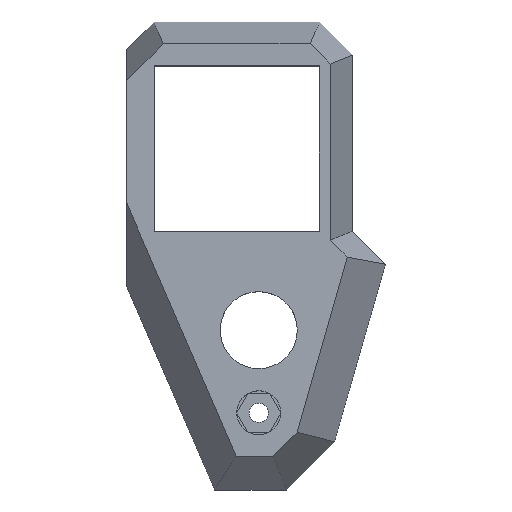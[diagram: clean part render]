
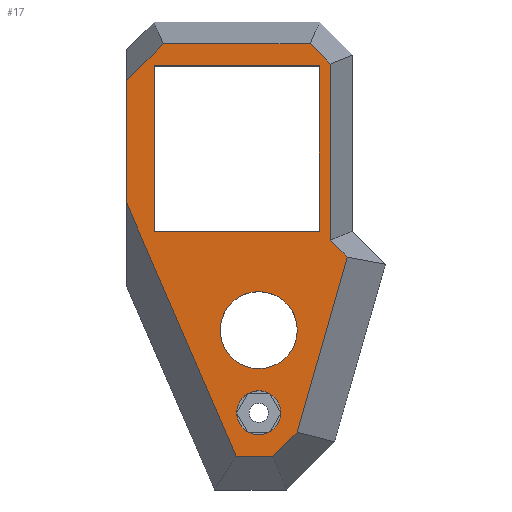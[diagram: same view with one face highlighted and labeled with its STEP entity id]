
A CAD part, top view. The second image highlights one B-rep face of the part: STEP entity #17.
In plain terms, the highlighted planar face has unit normal (0, 0, 1).
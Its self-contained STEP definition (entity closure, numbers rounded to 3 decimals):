
#17 = ADVANCED_FACE('',(#18,#100,#111,#122),#156,.T.);
#18 = FACE_BOUND('',#19,.T.);
#19 = EDGE_LOOP('',(#20,#30,#38,#46,#54,#62,#70,#78,#86,#94));
#20 = ORIENTED_EDGE('',*,*,#21,.F.);
#21 = EDGE_CURVE('',#22,#24,#26,.T.);
#22 = VERTEX_POINT('',#23);
#23 = CARTESIAN_POINT('',(20.,-16.657,16.));
#24 = VERTEX_POINT('',#25);
#25 = CARTESIAN_POINT('',(23.08,-19.737,16.));
#26 = LINE('',#27,#28);
#27 = CARTESIAN_POINT('',(21.172,-17.828,16.));
#28 = VECTOR('',#29,1.);
#29 = DIRECTION('',(0.707,-0.707,0.));
#30 = ORIENTED_EDGE('',*,*,#31,.T.);
#31 = EDGE_CURVE('',#22,#32,#34,.T.);
#32 = VERTEX_POINT('',#33);
#33 = CARTESIAN_POINT('',(20.,15.343,16.));
#34 = LINE('',#35,#36);
#35 = CARTESIAN_POINT('',(20.,-15.,16.));
#36 = VECTOR('',#37,1.);
#37 = DIRECTION('',(0.,1.,0.));
#38 = ORIENTED_EDGE('',*,*,#39,.T.);
#39 = EDGE_CURVE('',#32,#40,#42,.T.);
#40 = VERTEX_POINT('',#41);
#41 = CARTESIAN_POINT('',(16.343,19.,16.));
#42 = LINE('',#43,#44);
#43 = CARTESIAN_POINT('',(21.172,14.172,16.));
#44 = VECTOR('',#45,1.);
#45 = DIRECTION('',(-0.707,0.707,0.));
#46 = ORIENTED_EDGE('',*,*,#47,.T.);
#47 = EDGE_CURVE('',#40,#48,#50,.T.);
#48 = VERTEX_POINT('',#49);
#49 = CARTESIAN_POINT('',(-10.343,19.,16.));
#50 = LINE('',#51,#52);
#51 = CARTESIAN_POINT('',(18.,19.,16.));
#52 = VECTOR('',#53,1.);
#53 = DIRECTION('',(-1.,0.,0.));
#54 = ORIENTED_EDGE('',*,*,#55,.T.);
#55 = EDGE_CURVE('',#48,#56,#58,.T.);
#56 = VERTEX_POINT('',#57);
#57 = CARTESIAN_POINT('',(-17.,12.343,16.));
#58 = LINE('',#59,#60);
#59 = CARTESIAN_POINT('',(-9.172,20.172,16.));
#60 = VECTOR('',#61,1.);
#61 = DIRECTION('',(-0.707,-0.707,0.));
#62 = ORIENTED_EDGE('',*,*,#63,.T.);
#63 = EDGE_CURVE('',#56,#64,#66,.T.);
#64 = VERTEX_POINT('',#65);
#65 = CARTESIAN_POINT('',(-17.,-9.883,16.));
#66 = LINE('',#67,#68);
#67 = CARTESIAN_POINT('',(-17.,18.,16.));
#68 = VECTOR('',#69,1.);
#69 = DIRECTION('',(0.,-1.,0.));
#70 = ORIENTED_EDGE('',*,*,#71,.T.);
#71 = EDGE_CURVE('',#64,#72,#74,.T.);
#72 = VERTEX_POINT('',#73);
#73 = CARTESIAN_POINT('',(2.942,-56.,16.));
#74 = LINE('',#75,#76);
#75 = CARTESIAN_POINT('',(-11.493,-22.619,16.));
#76 = VECTOR('',#77,1.);
#77 = DIRECTION('',(0.397,-0.918,0.));
#78 = ORIENTED_EDGE('',*,*,#79,.T.);
#79 = EDGE_CURVE('',#72,#80,#82,.T.);
#80 = VERTEX_POINT('',#81);
#81 = CARTESIAN_POINT('',(9.515,-56.,16.));
#82 = LINE('',#83,#84);
#83 = CARTESIAN_POINT('',(-1.,-56.,16.));
#84 = VECTOR('',#85,1.);
#85 = DIRECTION('',(1.,0.,0.));
#86 = ORIENTED_EDGE('',*,*,#87,.F.);
#87 = EDGE_CURVE('',#88,#80,#90,.T.);
#88 = VERTEX_POINT('',#89);
#89 = CARTESIAN_POINT('',(13.955,-51.56,16.));
#90 = LINE('',#91,#92);
#91 = CARTESIAN_POINT('',(16.511,-49.004,16.));
#92 = VECTOR('',#93,1.);
#93 = DIRECTION('',(-0.707,-0.707,0.));
#94 = ORIENTED_EDGE('',*,*,#95,.F.);
#95 = EDGE_CURVE('',#24,#88,#96,.T.);
#96 = LINE('',#97,#98);
#97 = CARTESIAN_POINT('',(22.011,-23.467,16.));
#98 = VECTOR('',#99,1.);
#99 = DIRECTION('',(-0.276,-0.961,0.));
#100 = FACE_BOUND('',#101,.T.);
#101 = EDGE_LOOP('',(#102));
#102 = ORIENTED_EDGE('',*,*,#103,.F.);
#103 = EDGE_CURVE('',#104,#104,#106,.T.);
#104 = VERTEX_POINT('',#105);
#105 = CARTESIAN_POINT('',(11.,-48.,16.));
#106 = CIRCLE('',#107,4.);
#107 = AXIS2_PLACEMENT_3D('',#108,#109,#110);
#108 = CARTESIAN_POINT('',(7.,-48.,16.));
#109 = DIRECTION('',(0.,0.,1.));
#110 = DIRECTION('',(1.,0.,0.));
#111 = FACE_BOUND('',#112,.T.);
#112 = EDGE_LOOP('',(#113));
#113 = ORIENTED_EDGE('',*,*,#114,.T.);
#114 = EDGE_CURVE('',#115,#115,#117,.T.);
#115 = VERTEX_POINT('',#116);
#116 = CARTESIAN_POINT('',(0.,-33.,16.));
#117 = CIRCLE('',#118,7.);
#118 = AXIS2_PLACEMENT_3D('',#119,#120,#121);
#119 = CARTESIAN_POINT('',(7.,-33.,16.));
#120 = DIRECTION('',(0.,0.,-1.));
#121 = DIRECTION('',(-1.,0.,0.));
#122 = FACE_BOUND('',#123,.T.);
#123 = EDGE_LOOP('',(#124,#134,#142,#150));
#124 = ORIENTED_EDGE('',*,*,#125,.F.);
#125 = EDGE_CURVE('',#126,#128,#130,.T.);
#126 = VERTEX_POINT('',#127);
#127 = CARTESIAN_POINT('',(18.,15.,16.));
#128 = VERTEX_POINT('',#129);
#129 = CARTESIAN_POINT('',(-12.,15.,16.));
#130 = LINE('',#131,#132);
#131 = CARTESIAN_POINT('',(18.,15.,16.));
#132 = VECTOR('',#133,1.);
#133 = DIRECTION('',(-1.,0.,0.));
#134 = ORIENTED_EDGE('',*,*,#135,.F.);
#135 = EDGE_CURVE('',#136,#126,#138,.T.);
#136 = VERTEX_POINT('',#137);
#137 = CARTESIAN_POINT('',(18.,-15.,16.));
#138 = LINE('',#139,#140);
#139 = CARTESIAN_POINT('',(18.,-15.,16.));
#140 = VECTOR('',#141,1.);
#141 = DIRECTION('',(0.,1.,0.));
#142 = ORIENTED_EDGE('',*,*,#143,.F.);
#143 = EDGE_CURVE('',#144,#136,#146,.T.);
#144 = VERTEX_POINT('',#145);
#145 = CARTESIAN_POINT('',(-12.,-15.,16.));
#146 = LINE('',#147,#148);
#147 = CARTESIAN_POINT('',(-12.,-15.,16.));
#148 = VECTOR('',#149,1.);
#149 = DIRECTION('',(1.,0.,0.));
#150 = ORIENTED_EDGE('',*,*,#151,.F.);
#151 = EDGE_CURVE('',#128,#144,#152,.T.);
#152 = LINE('',#153,#154);
#153 = CARTESIAN_POINT('',(-12.,15.,16.));
#154 = VECTOR('',#155,1.);
#155 = DIRECTION('',(0.,-1.,0.));
#156 = PLANE('',#157);
#157 = AXIS2_PLACEMENT_3D('',#158,#159,#160);
#158 = CARTESIAN_POINT('',(4.756,-13.769,16.));
#159 = DIRECTION('',(0.,0.,1.));
#160 = DIRECTION('',(1.,0.,0.));
